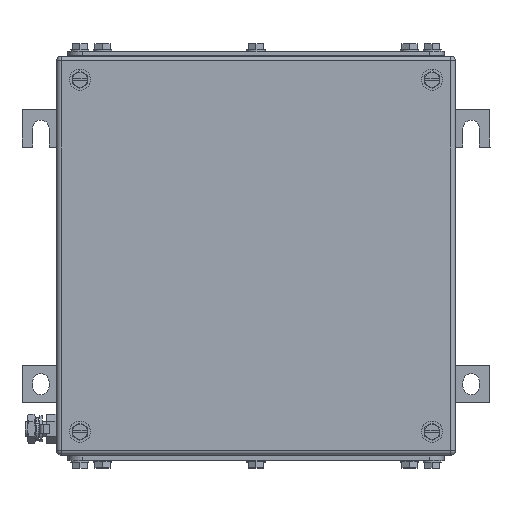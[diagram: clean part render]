
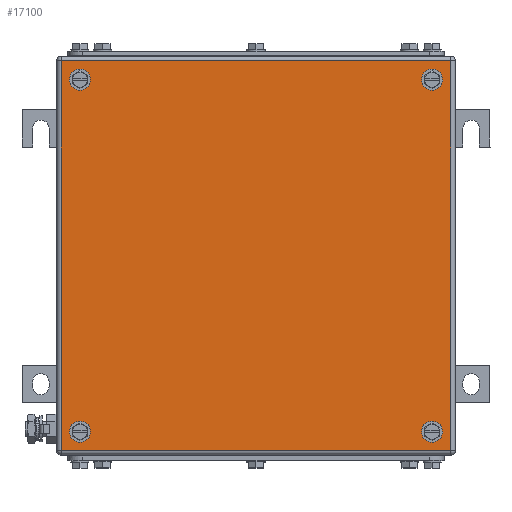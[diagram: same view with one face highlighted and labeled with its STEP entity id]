
A CAD part, top view. The second image highlights one B-rep face of the part: STEP entity #17100.
In plain terms, the highlighted planar face has unit normal (0, 0, 1).
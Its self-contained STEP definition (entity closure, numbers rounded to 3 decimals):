
#16974=AXIS2_PLACEMENT_3D('Circle Axis2P3D',#16972,#16973,$) ;
#17001=AXIS2_PLACEMENT_3D('Plane Axis2P3D',#16998,#16999,#17000) ;
#17039=AXIS2_PLACEMENT_3D('Circle Axis2P3D',#17037,#17038,$) ;
#17048=AXIS2_PLACEMENT_3D('Circle Axis2P3D',#17046,#17047,$) ;
#17057=AXIS2_PLACEMENT_3D('Circle Axis2P3D',#17055,#17056,$) ;
#17066=AXIS2_PLACEMENT_3D('Circle Axis2P3D',#17064,#17065,$) ;
#17075=AXIS2_PLACEMENT_3D('Circle Axis2P3D',#17073,#17074,$) ;
#17084=AXIS2_PLACEMENT_3D('Circle Axis2P3D',#17082,#17083,$) ;
#17093=AXIS2_PLACEMENT_3D('Circle Axis2P3D',#17091,#17092,$) ;
#16969=CARTESIAN_POINT('Vertex',(41.5,258.5,203.5)) ;
#16972=CARTESIAN_POINT('Axis2P3D Location',(38.,258.5,203.5)) ;
#16976=CARTESIAN_POINT('Vertex',(34.5,258.5,203.5)) ;
#16998=CARTESIAN_POINT('Axis2P3D Location',(155.5,141.,203.5)) ;
#17003=CARTESIAN_POINT('Line Origine',(155.5,270.5,203.5)) ;
#17007=CARTESIAN_POINT('Vertex',(285.,270.5,203.5)) ;
#17009=CARTESIAN_POINT('Vertex',(26.,270.5,203.5)) ;
#17012=CARTESIAN_POINT('Line Origine',(26.,141.,203.5)) ;
#17016=CARTESIAN_POINT('Vertex',(26.,11.5,203.5)) ;
#17019=CARTESIAN_POINT('Line Origine',(155.5,11.5,203.5)) ;
#17023=CARTESIAN_POINT('Vertex',(285.,11.5,203.5)) ;
#17026=CARTESIAN_POINT('Line Origine',(285.,141.,203.5)) ;
#17037=CARTESIAN_POINT('Axis2P3D Location',(38.,258.5,203.5)) ;
#17046=CARTESIAN_POINT('Axis2P3D Location',(38.,23.5,203.5)) ;
#17050=CARTESIAN_POINT('Vertex',(34.5,23.5,203.5)) ;
#17052=CARTESIAN_POINT('Vertex',(41.5,23.5,203.5)) ;
#17055=CARTESIAN_POINT('Axis2P3D Location',(38.,23.5,203.5)) ;
#17064=CARTESIAN_POINT('Axis2P3D Location',(273.,23.5,203.5)) ;
#17068=CARTESIAN_POINT('Vertex',(276.5,23.5,203.5)) ;
#17070=CARTESIAN_POINT('Vertex',(269.5,23.5,203.5)) ;
#17073=CARTESIAN_POINT('Axis2P3D Location',(273.,23.5,203.5)) ;
#17082=CARTESIAN_POINT('Axis2P3D Location',(273.,258.5,203.5)) ;
#17086=CARTESIAN_POINT('Vertex',(276.5,258.5,203.5)) ;
#17088=CARTESIAN_POINT('Vertex',(269.5,258.5,203.5)) ;
#17091=CARTESIAN_POINT('Axis2P3D Location',(273.,258.5,203.5)) ;
#16973=DIRECTION('Axis2P3D Direction',(0.,0.,1.)) ;
#16999=DIRECTION('Axis2P3D Direction',(0.,0.,1.)) ;
#17000=DIRECTION('Axis2P3D XDirection',(1.,0.,0.)) ;
#17004=DIRECTION('Vector Direction',(1.,0.,0.)) ;
#17013=DIRECTION('Vector Direction',(0.,-1.,0.)) ;
#17020=DIRECTION('Vector Direction',(1.,0.,0.)) ;
#17027=DIRECTION('Vector Direction',(0.,1.,0.)) ;
#17038=DIRECTION('Axis2P3D Direction',(0.,0.,1.)) ;
#17047=DIRECTION('Axis2P3D Direction',(0.,0.,1.)) ;
#17056=DIRECTION('Axis2P3D Direction',(0.,0.,1.)) ;
#17065=DIRECTION('Axis2P3D Direction',(0.,0.,1.)) ;
#17074=DIRECTION('Axis2P3D Direction',(0.,0.,1.)) ;
#17083=DIRECTION('Axis2P3D Direction',(0.,0.,1.)) ;
#17092=DIRECTION('Axis2P3D Direction',(0.,0.,1.)) ;
#17005=VECTOR('Line Direction',#17004,1.) ;
#17014=VECTOR('Line Direction',#17013,1.) ;
#17021=VECTOR('Line Direction',#17020,1.) ;
#17028=VECTOR('Line Direction',#17027,1.) ;
#17032=ORIENTED_EDGE('',*,*,#17011,.T.) ;
#17033=ORIENTED_EDGE('',*,*,#17018,.T.) ;
#17034=ORIENTED_EDGE('',*,*,#17025,.T.) ;
#17035=ORIENTED_EDGE('',*,*,#17030,.T.) ;
#17043=ORIENTED_EDGE('',*,*,#17041,.F.) ;
#17044=ORIENTED_EDGE('',*,*,#16978,.F.) ;
#17061=ORIENTED_EDGE('',*,*,#17054,.F.) ;
#17062=ORIENTED_EDGE('',*,*,#17059,.F.) ;
#17079=ORIENTED_EDGE('',*,*,#17072,.F.) ;
#17080=ORIENTED_EDGE('',*,*,#17077,.F.) ;
#17097=ORIENTED_EDGE('',*,*,#17090,.F.) ;
#17098=ORIENTED_EDGE('',*,*,#17095,.F.) ;
#17045=FACE_BOUND('',#17042,.T.) ;
#17063=FACE_BOUND('',#17060,.T.) ;
#17081=FACE_BOUND('',#17078,.T.) ;
#17099=FACE_BOUND('',#17096,.T.) ;
#17100=ADVANCED_FACE('ZUB_KTB_FS_262620_2GP_AllCATPart.2\\ZUB_DE_KTB_FS_260x260.1\\DE_KTB_MH_PART_MASTER.1\\Koerper.2',(#17036,#17045,#17063,#17081,#17099),#17002,.T.) ;
#16975=CIRCLE('generated circle',#16974,3.5) ;
#17040=CIRCLE('generated circle',#17039,3.5) ;
#17049=CIRCLE('generated circle',#17048,3.5) ;
#17058=CIRCLE('generated circle',#17057,3.5) ;
#17067=CIRCLE('generated circle',#17066,3.5) ;
#17076=CIRCLE('generated circle',#17075,3.5) ;
#17085=CIRCLE('generated circle',#17084,3.5) ;
#17094=CIRCLE('generated circle',#17093,3.5) ;
#16978=EDGE_CURVE('',#16970,#16977,#16975,.T.) ;
#17011=EDGE_CURVE('',#17008,#17010,#17006,.F.) ;
#17018=EDGE_CURVE('',#17010,#17017,#17015,.T.) ;
#17025=EDGE_CURVE('',#17017,#17024,#17022,.T.) ;
#17030=EDGE_CURVE('',#17024,#17008,#17029,.T.) ;
#17041=EDGE_CURVE('',#16977,#16970,#17040,.T.) ;
#17054=EDGE_CURVE('',#17051,#17053,#17049,.T.) ;
#17059=EDGE_CURVE('',#17053,#17051,#17058,.T.) ;
#17072=EDGE_CURVE('',#17069,#17071,#17067,.T.) ;
#17077=EDGE_CURVE('',#17071,#17069,#17076,.T.) ;
#17090=EDGE_CURVE('',#17087,#17089,#17085,.T.) ;
#17095=EDGE_CURVE('',#17089,#17087,#17094,.T.) ;
#17031=EDGE_LOOP('',(#17032,#17033,#17034,#17035)) ;
#17042=EDGE_LOOP('',(#17043,#17044)) ;
#17060=EDGE_LOOP('',(#17061,#17062)) ;
#17078=EDGE_LOOP('',(#17079,#17080)) ;
#17096=EDGE_LOOP('',(#17097,#17098)) ;
#17036=FACE_OUTER_BOUND('',#17031,.T.) ;
#17006=LINE('Line',#17003,#17005) ;
#17015=LINE('Line',#17012,#17014) ;
#17022=LINE('Line',#17019,#17021) ;
#17029=LINE('Line',#17026,#17028) ;
#17002=PLANE('',#17001) ;
#16970=VERTEX_POINT('',#16969) ;
#16977=VERTEX_POINT('',#16976) ;
#17008=VERTEX_POINT('',#17007) ;
#17010=VERTEX_POINT('',#17009) ;
#17017=VERTEX_POINT('',#17016) ;
#17024=VERTEX_POINT('',#17023) ;
#17051=VERTEX_POINT('',#17050) ;
#17053=VERTEX_POINT('',#17052) ;
#17069=VERTEX_POINT('',#17068) ;
#17071=VERTEX_POINT('',#17070) ;
#17087=VERTEX_POINT('',#17086) ;
#17089=VERTEX_POINT('',#17088) ;
